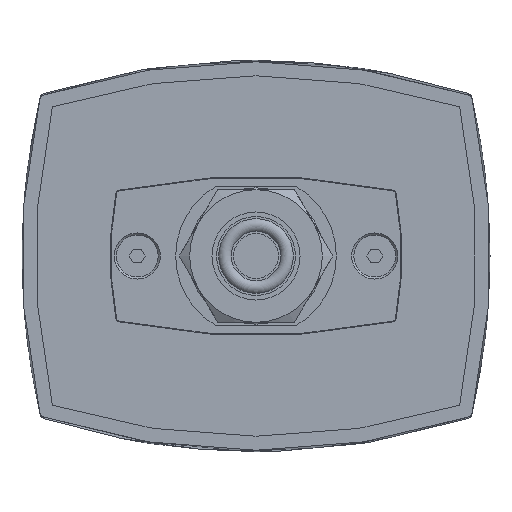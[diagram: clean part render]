
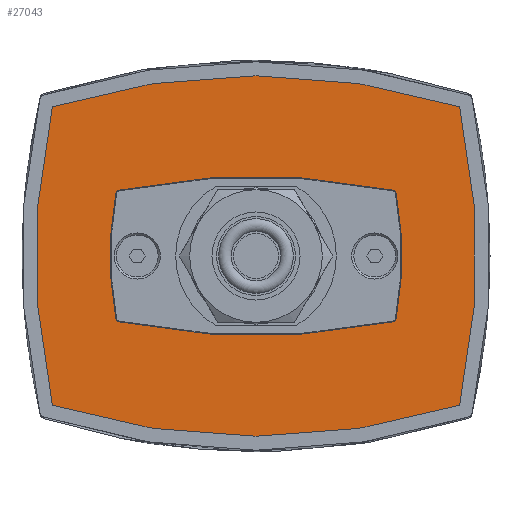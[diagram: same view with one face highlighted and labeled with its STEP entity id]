
A CAD part, front view. The second image highlights one B-rep face of the part: STEP entity #27043.
In plain terms, the highlighted planar face has unit normal (0, -1, 0).
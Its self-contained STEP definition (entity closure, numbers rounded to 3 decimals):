
#26664=CARTESIAN_POINT('',(29.142,0.,21.367));
#26665=VERTEX_POINT('',#26664);
#26672=CARTESIAN_POINT('',(29.142,0.,-21.367));
#26673=VERTEX_POINT('',#26672);
#26674=CARTESIAN_POINT('',(-66.5,0.,0.));
#26675=DIRECTION('',(0.,1.0,0.));
#26676=DIRECTION('',(-0.976,0.,0.218));
#26677=AXIS2_PLACEMENT_3D('',#26674,#26675,#26676);
#26678=CIRCLE('',#26677,98.0);
#26679=EDGE_CURVE('',#26665,#26673,#26678,.T.);
#26696=CARTESIAN_POINT('',(-29.142,0.,21.367));
#26697=VERTEX_POINT('',#26696);
#26704=CARTESIAN_POINT('',(0.,0.,-72.2));
#26705=DIRECTION('',(0.,1.0,0.));
#26706=DIRECTION('',(-0.297,0.,-0.955));
#26707=AXIS2_PLACEMENT_3D('',#26704,#26705,#26706);
#26708=CIRCLE('',#26707,98.);
#26709=EDGE_CURVE('',#26697,#26665,#26708,.T.);
#26720=CARTESIAN_POINT('',(20.064,0.,8.954));
#26721=VERTEX_POINT('',#26720);
#26722=CARTESIAN_POINT('',(20.064,0.,-8.954));
#26723=VERTEX_POINT('',#26722);
#26724=CARTESIAN_POINT('',(-27.5,0.,0.));
#26725=DIRECTION('',(0.,1.0,0.));
#26726=DIRECTION('',(0.983,0.,-0.185));
#26727=AXIS2_PLACEMENT_3D('',#26724,#26725,#26726);
#26728=CIRCLE('',#26727,48.4);
#26729=EDGE_CURVE('',#26721,#26723,#26728,.T.);
#26762=CARTESIAN_POINT('',(19.594,0.,-9.431));
#26763=VERTEX_POINT('',#26762);
#26764=CARTESIAN_POINT('',(19.475,0.,-8.843));
#26765=DIRECTION('',(0.,1.0,0.));
#26766=DIRECTION('',(0.199,0.,-0.98));
#26767=AXIS2_PLACEMENT_3D('',#26764,#26765,#26766);
#26768=CIRCLE('',#26767,0.6);
#26769=EDGE_CURVE('',#26723,#26763,#26768,.T.);
#26795=CARTESIAN_POINT('',(-19.594,0.0,-9.431));
#26796=VERTEX_POINT('',#26795);
#26797=CARTESIAN_POINT('',(0.,0.,87.1));
#26798=DIRECTION('',(0.,1.0,0.));
#26799=DIRECTION('',(-0.199,0.,-0.98));
#26800=AXIS2_PLACEMENT_3D('',#26797,#26798,#26799);
#26801=CIRCLE('',#26800,98.5);
#26802=EDGE_CURVE('',#26763,#26796,#26801,.T.);
#26828=CARTESIAN_POINT('',(-20.064,0.0,-8.954));
#26829=VERTEX_POINT('',#26828);
#26830=CARTESIAN_POINT('',(-19.475,0.0,-8.843));
#26831=DIRECTION('',(0.,1.0,0.));
#26832=DIRECTION('',(-0.983,0.,-0.185));
#26833=AXIS2_PLACEMENT_3D('',#26830,#26831,#26832);
#26834=CIRCLE('',#26833,0.6);
#26835=EDGE_CURVE('',#26796,#26829,#26834,.T.);
#26861=CARTESIAN_POINT('',(-20.064,0.0,8.954));
#26862=VERTEX_POINT('',#26861);
#26863=CARTESIAN_POINT('',(27.5,0.,0.));
#26864=DIRECTION('',(0.,1.0,0.));
#26865=DIRECTION('',(-0.983,0.,0.185));
#26866=AXIS2_PLACEMENT_3D('',#26863,#26864,#26865);
#26867=CIRCLE('',#26866,48.4);
#26868=EDGE_CURVE('',#26829,#26862,#26867,.T.);
#26894=CARTESIAN_POINT('',(-19.594,0.,9.431));
#26895=VERTEX_POINT('',#26894);
#26896=CARTESIAN_POINT('',(-19.475,0.,8.843));
#26897=DIRECTION('',(0.,1.0,0.));
#26898=DIRECTION('',(-0.199,0.,0.98));
#26899=AXIS2_PLACEMENT_3D('',#26896,#26897,#26898);
#26900=CIRCLE('',#26899,0.6);
#26901=EDGE_CURVE('',#26862,#26895,#26900,.T.);
#26927=CARTESIAN_POINT('',(19.594,0.,9.431));
#26928=VERTEX_POINT('',#26927);
#26929=CARTESIAN_POINT('',(0.,0.,-87.1));
#26930=DIRECTION('',(0.,1.0,0.));
#26931=DIRECTION('',(0.199,0.,0.98));
#26932=AXIS2_PLACEMENT_3D('',#26929,#26930,#26931);
#26933=CIRCLE('',#26932,98.5);
#26934=EDGE_CURVE('',#26895,#26928,#26933,.T.);
#26960=CARTESIAN_POINT('',(19.475,0.,8.843));
#26961=DIRECTION('',(0.,1.0,0.));
#26962=DIRECTION('',(0.983,0.,0.185));
#26963=AXIS2_PLACEMENT_3D('',#26960,#26961,#26962);
#26964=CIRCLE('',#26963,0.6);
#26965=EDGE_CURVE('',#26928,#26721,#26964,.T.);
#26985=CARTESIAN_POINT('',(-29.142,0.,-21.367));
#26986=VERTEX_POINT('',#26985);
#26993=CARTESIAN_POINT('',(66.5,0.,0.));
#26994=DIRECTION('',(0.,1.0,0.));
#26995=DIRECTION('',(0.976,0.,-0.218));
#26996=AXIS2_PLACEMENT_3D('',#26993,#26994,#26995);
#26997=CIRCLE('',#26996,98.);
#26998=EDGE_CURVE('',#26986,#26697,#26997,.T.);
#27011=CARTESIAN_POINT('',(0.,0.,72.2));
#27012=DIRECTION('',(0.,1.0,0.));
#27013=DIRECTION('',(0.297,0.,0.955));
#27014=AXIS2_PLACEMENT_3D('',#27011,#27012,#27013);
#27015=CIRCLE('',#27014,98.);
#27016=EDGE_CURVE('',#26673,#26986,#27015,.T.);
#27022=CARTESIAN_POINT('',(0.,0.,0.));
#27023=DIRECTION('',(0.0,-1.0,0.0));
#27024=DIRECTION('',(-1.0,0.0,0.0));
#27025=AXIS2_PLACEMENT_3D('',#27022,#27023,#27024);
#27026=PLANE('',#27025);
#27027=ORIENTED_EDGE('',*,*,#26998,.F.);
#27028=ORIENTED_EDGE('',*,*,#27016,.F.);
#27029=ORIENTED_EDGE('',*,*,#26679,.F.);
#27030=ORIENTED_EDGE('',*,*,#26709,.F.);
#27031=EDGE_LOOP('',(#27027,#27028,#27029,#27030));
#27032=FACE_OUTER_BOUND('',#27031,.T.);
#27033=ORIENTED_EDGE('',*,*,#26729,.T.);
#27034=ORIENTED_EDGE('',*,*,#26769,.T.);
#27035=ORIENTED_EDGE('',*,*,#26802,.T.);
#27036=ORIENTED_EDGE('',*,*,#26835,.T.);
#27037=ORIENTED_EDGE('',*,*,#26868,.T.);
#27038=ORIENTED_EDGE('',*,*,#26901,.T.);
#27039=ORIENTED_EDGE('',*,*,#26934,.T.);
#27040=ORIENTED_EDGE('',*,*,#26965,.T.);
#27041=EDGE_LOOP('',(#27033,#27034,#27035,#27036,#27037,#27038,#27039,#27040));
#27042=FACE_BOUND('',#27041,.T.);
#27043=ADVANCED_FACE('',(#27032,#27042),#27026,.T.);
